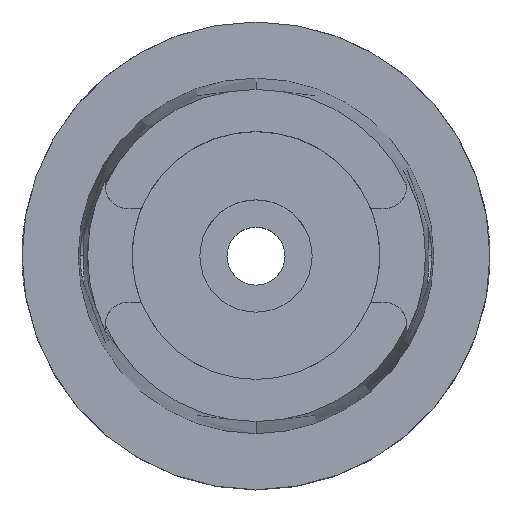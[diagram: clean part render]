
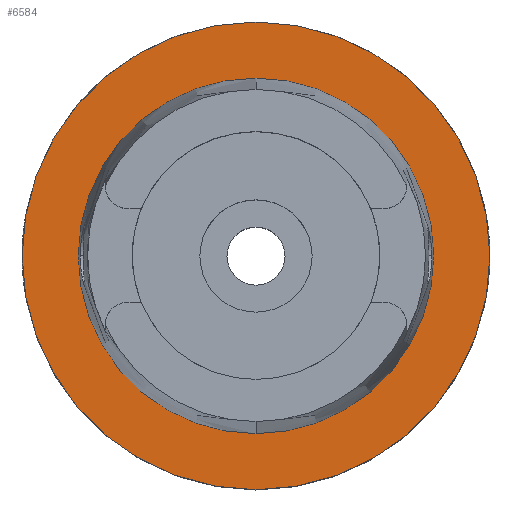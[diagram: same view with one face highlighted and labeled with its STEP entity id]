
A CAD part, top view. The second image highlights one B-rep face of the part: STEP entity #6584.
In plain terms, the highlighted planar face has unit normal (0, 0, 1).
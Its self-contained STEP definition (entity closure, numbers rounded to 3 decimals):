
#3475=CARTESIAN_POINT('',(0.,0.,0.));
#3476=DIRECTION('',(0.,0.,-1.));
#3477=DIRECTION('',(0.,-1.,0.));
#3478=AXIS2_PLACEMENT_3D('',#3475,#3476,#3477);
#3483=CARTESIAN_POINT('',(0.,0.,0.));
#3484=DIRECTION('',(0.,0.,-1.));
#3485=DIRECTION('',(0.,1.,0.));
#3486=AXIS2_PLACEMENT_3D('',#3483,#3484,#3485);
#3491=CARTESIAN_POINT('',(0.,0.,0.));
#3492=DIRECTION('',(0.,0.,1.));
#3493=DIRECTION('',(0.,-1.,0.));
#3494=AXIS2_PLACEMENT_3D('',#3491,#3492,#3493);
#3499=CARTESIAN_POINT('',(0.,0.,0.));
#3500=DIRECTION('',(0.,0.,1.));
#3501=DIRECTION('',(0.,1.,0.));
#3502=AXIS2_PLACEMENT_3D('',#3499,#3500,#3501);
#3724=CARTESIAN_POINT('',(0.,-38.,0.));
#3725=VERTEX_POINT('',#3724);
#3726=CARTESIAN_POINT('',(0.,38.,0.));
#3727=VERTEX_POINT('',#3726);
#4177=CARTESIAN_POINT('',(0.,50.,0.));
#4178=VERTEX_POINT('',#4177);
#4179=CARTESIAN_POINT('',(0.,-50.,0.));
#4180=VERTEX_POINT('',#4179);
#6571=CARTESIAN_POINT('',(0.,0.,0.));
#6572=DIRECTION('',(0.,0.,1.));
#6573=DIRECTION('',(0.,1.,0.));
#6574=AXIS2_PLACEMENT_3D('',#6571,#6572,#6573);
#6575=PLANE('',#6574);
#6576=ORIENTED_EDGE('',*,*,#6336,.T.);
#6577=ORIENTED_EDGE('',*,*,#6445,.T.);
#6578=EDGE_LOOP('',(#6576,#6577));
#6579=FACE_OUTER_BOUND('',#6578,.F.);
#6580=ORIENTED_EDGE('',*,*,#4400,.T.);
#6581=ORIENTED_EDGE('',*,*,#4359,.T.);
#6582=EDGE_LOOP('',(#6580,#6581));
#6583=FACE_BOUND('',#6582,.F.);
#3479=CIRCLE('',#3478,50.);
#3487=CIRCLE('',#3486,50.);
#3495=CIRCLE('',#3494,38.);
#3503=CIRCLE('',#3502,38.);
#4359=EDGE_CURVE('',#3727,#3725,#3503,.T.);
#4400=EDGE_CURVE('',#3725,#3727,#3495,.T.);
#6336=EDGE_CURVE('',#4180,#4178,#3479,.T.);
#6445=EDGE_CURVE('',#4178,#4180,#3487,.T.);
#6584=ADVANCED_FACE('',(#6579,#6583),#6575,.T.);
